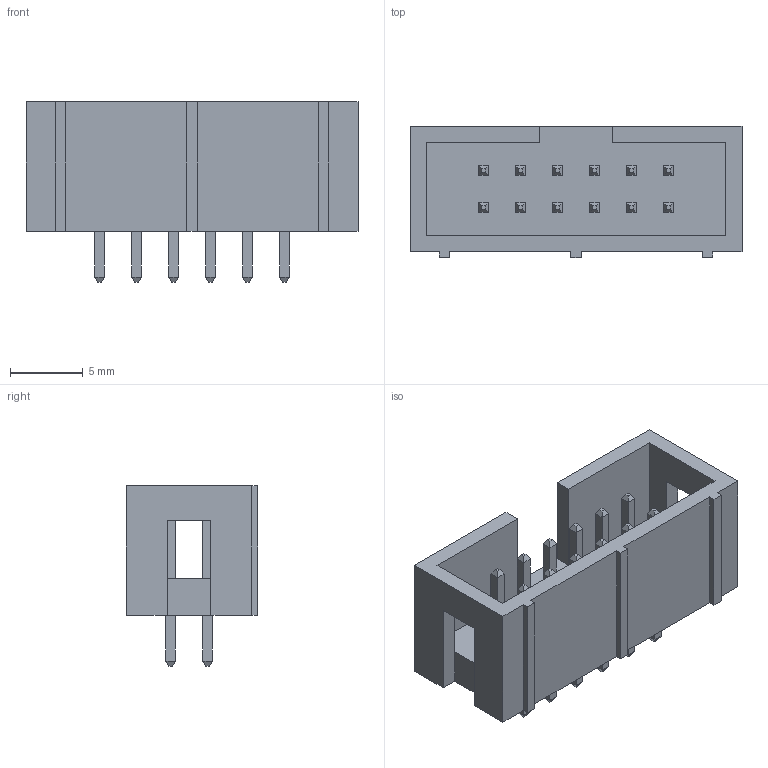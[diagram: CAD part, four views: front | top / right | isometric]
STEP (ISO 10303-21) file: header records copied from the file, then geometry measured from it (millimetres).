
FILE_DESCRIPTION (( 'STEP AP214' ), '1' );
FILE_NAME ('BH-12.STEP', '2018-01-16T19:17:12', ( 'User' ), ( '' ), 'SwSTEP 2.0', 'SolidWorks 2017', '' );
FILE_SCHEMA (( 'AUTOMOTIVE_DESIGN' ));
Length unit declared in the file: millimetre
Products named in the file (1): BH-12
Bounding box: 22.8 x 9 x 12.4 mm (x, y, z)
Volume: 870.8 mm3; surface area: 1498.7 mm2
Topology: 1 solids, 1 shells, 250 faces, 584 edges, 356 vertices
Faces by surface type: plane 250
Entity records: 9266 total; most frequent: CARTESIAN_POINT 1191, ORIENTED_EDGE 1168, DIRECTION 1086, LINE 584, EDGE_CURVE 584, VECTOR 584, VERTEX_POINT 356, EDGE_LOOP 274
